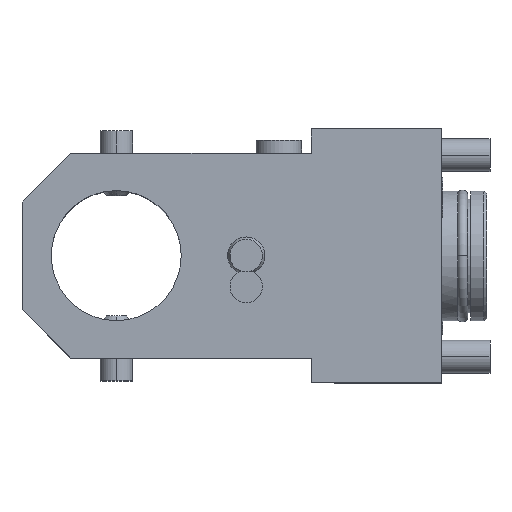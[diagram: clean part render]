
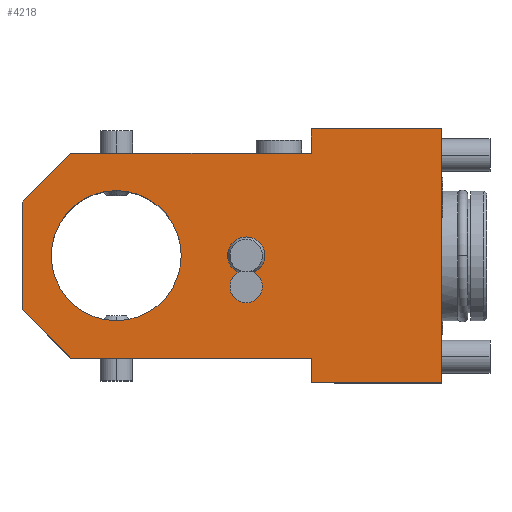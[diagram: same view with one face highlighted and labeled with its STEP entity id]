
A CAD part, top view. The second image highlights one B-rep face of the part: STEP entity #4218.
In plain terms, the highlighted planar face has unit normal (0, 0, 1).
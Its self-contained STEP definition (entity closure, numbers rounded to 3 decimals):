
#1=DIRECTION('',(0.,-1.,0.));
#2=VECTOR('',#1,78.);
#3=CARTESIAN_POINT('',(0.,39.,65.));
#4=LINE('',#3,#2);
#5=DIRECTION('',(-1.,0.,0.));
#6=VECTOR('',#5,40.);
#7=CARTESIAN_POINT('',(0.,-39.,65.));
#8=LINE('',#7,#6);
#9=DIRECTION('',(0.,1.,0.));
#10=VECTOR('',#9,7.5);
#11=CARTESIAN_POINT('',(-40.,-39.,65.));
#12=LINE('',#11,#10);
#13=DIRECTION('',(-1.,0.,0.));
#14=VECTOR('',#13,74.);
#15=CARTESIAN_POINT('',(-40.,-31.5,65.));
#16=LINE('',#15,#14);
#17=DIRECTION('',(-0.707,0.707,0.));
#18=VECTOR('',#17,21.213);
#19=CARTESIAN_POINT('',(-114.,-31.5,65.));
#20=LINE('',#19,#18);
#21=DIRECTION('',(0.,1.,0.));
#22=VECTOR('',#21,33.);
#23=CARTESIAN_POINT('',(-129.,-16.5,65.));
#24=LINE('',#23,#22);
#25=DIRECTION('',(0.707,0.707,0.));
#26=VECTOR('',#25,21.213);
#27=CARTESIAN_POINT('',(-129.,16.5,65.));
#28=LINE('',#27,#26);
#29=DIRECTION('',(1.,0.,0.));
#30=VECTOR('',#29,74.);
#31=CARTESIAN_POINT('',(-114.,31.5,65.));
#32=LINE('',#31,#30);
#33=DIRECTION('',(0.,1.,0.));
#34=VECTOR('',#33,7.5);
#35=CARTESIAN_POINT('',(-40.,31.5,65.));
#36=LINE('',#35,#34);
#37=DIRECTION('',(1.,0.,0.));
#38=VECTOR('',#37,40.);
#39=CARTESIAN_POINT('',(-40.,39.,65.));
#40=LINE('',#39,#38);
#41=CARTESIAN_POINT('',(-100.,0.,65.));
#42=DIRECTION('',(0.,0.,-1.));
#43=DIRECTION('',(0.,-1.,0.));
#44=AXIS2_PLACEMENT_3D('',#41,#42,#43);
#46=CARTESIAN_POINT('',(-100.,0.,65.));
#47=DIRECTION('',(0.,0.,-1.));
#48=DIRECTION('',(0.,1.,0.));
#49=AXIS2_PLACEMENT_3D('',#46,#47,#48);
#51=CARTESIAN_POINT('',(-60.,0.,65.));
#52=DIRECTION('',(0.,0.,-1.));
#53=DIRECTION('',(0.,-1.,0.));
#54=AXIS2_PLACEMENT_3D('',#51,#52,#53);
#56=CARTESIAN_POINT('',(-60.,0.,65.));
#57=DIRECTION('',(0.,0.,-1.));
#58=DIRECTION('',(0.,1.,0.));
#59=AXIS2_PLACEMENT_3D('',#56,#57,#58);
#61=CARTESIAN_POINT('',(-60.,-9.5,65.));
#62=DIRECTION('',(0.,0.,-1.));
#63=DIRECTION('',(0.,-1.,0.));
#64=AXIS2_PLACEMENT_3D('',#61,#62,#63);
#66=CARTESIAN_POINT('',(-60.,-9.5,65.));
#67=DIRECTION('',(0.,0.,-1.));
#68=DIRECTION('',(0.,1.,0.));
#69=AXIS2_PLACEMENT_3D('',#66,#67,#68);
#3447=CARTESIAN_POINT('',(0.,39.,65.));
#3448=CARTESIAN_POINT('',(0.,-39.,65.));
#3449=VERTEX_POINT('',#3447);
#3450=VERTEX_POINT('',#3448);
#3451=CARTESIAN_POINT('',(-40.,-39.,65.));
#3452=VERTEX_POINT('',#3451);
#3453=CARTESIAN_POINT('',(-40.,-31.5,65.));
#3454=CARTESIAN_POINT('',(-114.,-31.5,65.));
#3455=VERTEX_POINT('',#3453);
#3456=VERTEX_POINT('',#3454);
#3457=CARTESIAN_POINT('',(-129.,-16.5,65.));
#3458=VERTEX_POINT('',#3457);
#3459=CARTESIAN_POINT('',(-129.,16.5,65.));
#3460=VERTEX_POINT('',#3459);
#3461=CARTESIAN_POINT('',(-114.,31.5,65.));
#3462=VERTEX_POINT('',#3461);
#3463=CARTESIAN_POINT('',(-40.,31.5,65.));
#3464=VERTEX_POINT('',#3463);
#3465=CARTESIAN_POINT('',(-40.,39.,65.));
#3466=VERTEX_POINT('',#3465);
#3471=CARTESIAN_POINT('',(-100.,-20.,65.));
#3472=CARTESIAN_POINT('',(-100.,20.,65.));
#3473=VERTEX_POINT('',#3471);
#3474=VERTEX_POINT('',#3472);
#3746=CARTESIAN_POINT('',(-60.,-5.754,65.));
#3747=CARTESIAN_POINT('',(-60.,5.754,65.));
#3748=VERTEX_POINT('',#3746);
#3749=VERTEX_POINT('',#3747);
#3770=CARTESIAN_POINT('',(-60.,-12.2,65.));
#3771=CARTESIAN_POINT('',(-60.,-6.8,65.));
#3772=VERTEX_POINT('',#3770);
#3773=VERTEX_POINT('',#3771);
#4173=CARTESIAN_POINT('',(0.,0.,65.));
#4174=DIRECTION('',(0.,0.,-1.));
#4175=DIRECTION('',(0.,-1.,0.));
#4176=AXIS2_PLACEMENT_3D('',#4173,#4174,#4175);
#4177=PLANE('',#4176);
#4179=ORIENTED_EDGE('',*,*,#4178,.T.);
#4181=ORIENTED_EDGE('',*,*,#4180,.T.);
#4183=ORIENTED_EDGE('',*,*,#4182,.T.);
#4185=ORIENTED_EDGE('',*,*,#4184,.T.);
#4187=ORIENTED_EDGE('',*,*,#4186,.T.);
#4189=ORIENTED_EDGE('',*,*,#4188,.T.);
#4191=ORIENTED_EDGE('',*,*,#4190,.T.);
#4193=ORIENTED_EDGE('',*,*,#4192,.T.);
#4195=ORIENTED_EDGE('',*,*,#4194,.T.);
#4197=ORIENTED_EDGE('',*,*,#4196,.T.);
#4198=EDGE_LOOP('',(#4179,#4181,#4183,#4185,#4187,#4189,#4191,#4193,#4195,
#4197));
#4199=FACE_OUTER_BOUND('',#4198,.F.);
#4201=ORIENTED_EDGE('',*,*,#4200,.F.);
#4203=ORIENTED_EDGE('',*,*,#4202,.F.);
#4204=EDGE_LOOP('',(#4201,#4203));
#4205=FACE_BOUND('',#4204,.F.);
#4207=ORIENTED_EDGE('',*,*,#4206,.F.);
#4209=ORIENTED_EDGE('',*,*,#4208,.F.);
#4210=EDGE_LOOP('',(#4207,#4209));
#4211=FACE_BOUND('',#4210,.F.);
#4213=ORIENTED_EDGE('',*,*,#4212,.F.);
#4215=ORIENTED_EDGE('',*,*,#4214,.F.);
#4216=EDGE_LOOP('',(#4213,#4215));
#4217=FACE_BOUND('',#4216,.F.);
#4218=ADVANCED_FACE('',(#4199,#4205,#4211,#4217),#4177,.F.);
#45=CIRCLE('',#44,20.);
#50=CIRCLE('',#49,20.);
#55=CIRCLE('',#54,5.754);
#60=CIRCLE('',#59,5.754);
#65=CIRCLE('',#64,2.7);
#70=CIRCLE('',#69,2.7);
#4178=EDGE_CURVE('',#3449,#3450,#4,.T.);
#4180=EDGE_CURVE('',#3450,#3452,#8,.T.);
#4182=EDGE_CURVE('',#3452,#3455,#12,.T.);
#4184=EDGE_CURVE('',#3455,#3456,#16,.T.);
#4186=EDGE_CURVE('',#3456,#3458,#20,.T.);
#4188=EDGE_CURVE('',#3458,#3460,#24,.T.);
#4190=EDGE_CURVE('',#3460,#3462,#28,.T.);
#4192=EDGE_CURVE('',#3462,#3464,#32,.T.);
#4194=EDGE_CURVE('',#3464,#3466,#36,.T.);
#4196=EDGE_CURVE('',#3466,#3449,#40,.T.);
#4200=EDGE_CURVE('',#3473,#3474,#45,.T.);
#4202=EDGE_CURVE('',#3474,#3473,#50,.T.);
#4206=EDGE_CURVE('',#3748,#3749,#55,.T.);
#4208=EDGE_CURVE('',#3749,#3748,#60,.T.);
#4212=EDGE_CURVE('',#3772,#3773,#65,.T.);
#4214=EDGE_CURVE('',#3773,#3772,#70,.T.);
